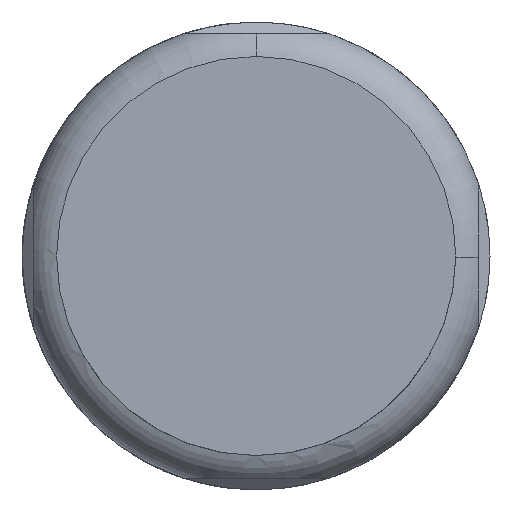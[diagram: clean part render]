
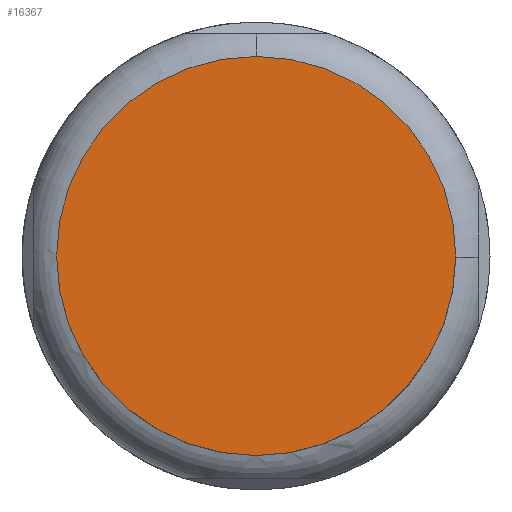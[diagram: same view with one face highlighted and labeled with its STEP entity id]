
A CAD part, front view. The second image highlights one B-rep face of the part: STEP entity #16367.
In plain terms, the highlighted planar face has unit normal (0, -1, 0).
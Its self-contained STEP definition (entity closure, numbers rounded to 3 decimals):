
#402=CARTESIAN_POINT('',(0.,-20.05,0.));
#403=DIRECTION('',(0.,1.,0.));
#404=DIRECTION('',(-1.,0.,0.));
#405=AXIS2_PLACEMENT_3D('',#402,#403,#404);
#407=CARTESIAN_POINT('',(0.,-20.05,0.));
#408=DIRECTION('',(0.,1.,0.));
#409=DIRECTION('',(1.,0.,0.));
#410=AXIS2_PLACEMENT_3D('',#407,#408,#409);
#13539=CARTESIAN_POINT('',(8.75,-20.05,0.));
#13540=VERTEX_POINT('',#13539);
#13541=CARTESIAN_POINT('',(-8.75,-20.05,0.));
#13542=VERTEX_POINT('',#13541);
#16358=CARTESIAN_POINT('',(0.,-20.05,0.));
#16359=DIRECTION('',(0.,-1.,0.));
#16360=DIRECTION('',(-1.,0.,0.));
#16361=AXIS2_PLACEMENT_3D('',#16358,#16359,#16360);
#16362=PLANE('',#16361);
#16363=ORIENTED_EDGE('',*,*,#16203,.T.);
#16364=ORIENTED_EDGE('',*,*,#16351,.T.);
#16365=EDGE_LOOP('',(#16363,#16364));
#16366=FACE_OUTER_BOUND('',#16365,.F.);
#16367=ADVANCED_FACE('',(#16366),#16362,.T.);
#406=CIRCLE('',#405,8.75);
#411=CIRCLE('',#410,8.75);
#16203=EDGE_CURVE('',#13542,#13540,#406,.T.);
#16351=EDGE_CURVE('',#13540,#13542,#411,.T.);
